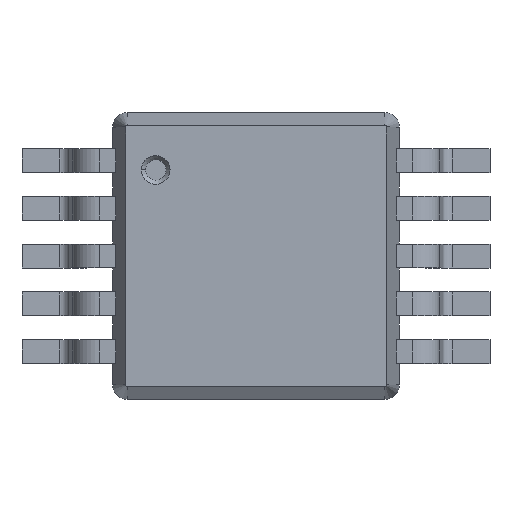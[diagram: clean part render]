
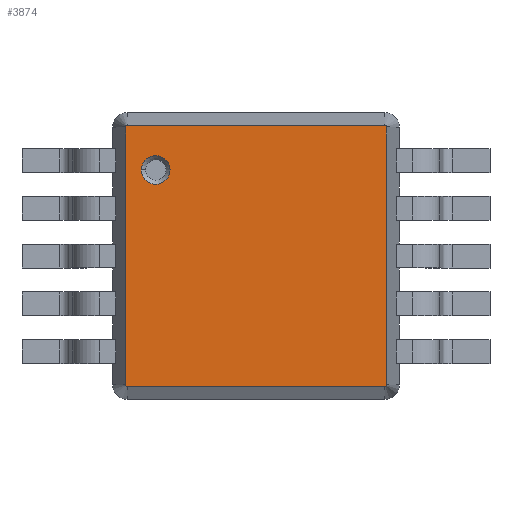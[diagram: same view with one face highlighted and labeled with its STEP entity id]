
A CAD part, top view. The second image highlights one B-rep face of the part: STEP entity #3874.
In plain terms, the highlighted planar face has unit normal (0, 0, 1).
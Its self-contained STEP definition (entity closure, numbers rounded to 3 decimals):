
#46=CARTESIAN_POINT('',(-1.05,0.9,1.15));
#47=DIRECTION('',(0.,0.,-1.));
#48=DIRECTION('',(1.,0.,0.));
#49=AXIS2_PLACEMENT_3D('',#46,#47,#48);
#78=CARTESIAN_POINT('',(-1.05,0.9,1.15));
#79=DIRECTION('',(0.,0.,-1.));
#80=DIRECTION('',(-1.,0.,0.));
#81=AXIS2_PLACEMENT_3D('',#78,#79,#80);
#93=CARTESIAN_POINT('',(-1.35,1.35,1.15));
#94=DIRECTION('',(0.,0.,-1.));
#95=DIRECTION('',(-1.,0.,0.));
#96=AXIS2_PLACEMENT_3D('',#93,#94,#95);
#101=DIRECTION('',(1.,0.,0.));
#102=VECTOR('',#101,2.7);
#103=CARTESIAN_POINT('',(-1.35,1.366,1.15));
#104=LINE('',#103,#102);
#108=CARTESIAN_POINT('',(1.35,1.35,1.15));
#109=DIRECTION('',(0.,0.,-1.));
#110=DIRECTION('',(0.,1.,0.));
#111=AXIS2_PLACEMENT_3D('',#108,#109,#110);
#116=DIRECTION('',(0.,-1.,0.));
#117=VECTOR('',#116,2.7);
#118=CARTESIAN_POINT('',(1.366,1.35,1.15));
#119=LINE('',#118,#117);
#123=CARTESIAN_POINT('',(1.35,-1.35,1.15));
#124=DIRECTION('',(0.,0.,-1.));
#125=DIRECTION('',(1.,0.,0.));
#126=AXIS2_PLACEMENT_3D('',#123,#124,#125);
#131=DIRECTION('',(-1.,0.,0.));
#132=VECTOR('',#131,2.7);
#133=CARTESIAN_POINT('',(1.35,-1.366,1.15));
#134=LINE('',#133,#132);
#138=CARTESIAN_POINT('',(-1.35,-1.35,1.15));
#139=DIRECTION('',(0.,0.,-1.));
#140=DIRECTION('',(0.,-1.,0.));
#141=AXIS2_PLACEMENT_3D('',#138,#139,#140);
#146=DIRECTION('',(0.,1.,0.));
#147=VECTOR('',#146,2.7);
#148=CARTESIAN_POINT('',(-1.366,-1.35,1.15));
#149=LINE('',#148,#147);
#3227=CARTESIAN_POINT('',(-1.366,1.35,1.15));
#3228=CARTESIAN_POINT('',(-1.35,1.366,1.15));
#3229=VERTEX_POINT('',#3227);
#3230=VERTEX_POINT('',#3228);
#3231=CARTESIAN_POINT('',(-1.2,0.9,1.15));
#3232=CARTESIAN_POINT('',(-0.9,0.9,1.15));
#3233=VERTEX_POINT('',#3231);
#3234=VERTEX_POINT('',#3232);
#3731=CARTESIAN_POINT('',(-1.366,-1.35,1.15));
#3732=VERTEX_POINT('',#3731);
#3733=CARTESIAN_POINT('',(-1.35,-1.366,1.15));
#3734=VERTEX_POINT('',#3733);
#3737=CARTESIAN_POINT('',(1.35,1.366,1.15));
#3738=VERTEX_POINT('',#3737);
#3741=CARTESIAN_POINT('',(1.366,1.35,1.15));
#3742=VERTEX_POINT('',#3741);
#3745=CARTESIAN_POINT('',(1.366,-1.35,1.15));
#3746=VERTEX_POINT('',#3745);
#3749=CARTESIAN_POINT('',(1.35,-1.366,1.15));
#3750=VERTEX_POINT('',#3749);
#3847=CARTESIAN_POINT('',(-1.35,1.35,1.15));
#3848=DIRECTION('',(0.,0.,-1.));
#3849=DIRECTION('',(-1.,0.,0.));
#3850=AXIS2_PLACEMENT_3D('',#3847,#3848,#3849);
#3851=PLANE('',#3850);
#3853=ORIENTED_EDGE('',*,*,#3852,.T.);
#3855=ORIENTED_EDGE('',*,*,#3854,.T.);
#3857=ORIENTED_EDGE('',*,*,#3856,.T.);
#3859=ORIENTED_EDGE('',*,*,#3858,.T.);
#3861=ORIENTED_EDGE('',*,*,#3860,.T.);
#3863=ORIENTED_EDGE('',*,*,#3862,.T.);
#3865=ORIENTED_EDGE('',*,*,#3864,.T.);
#3867=ORIENTED_EDGE('',*,*,#3866,.T.);
#3868=EDGE_LOOP('',(#3853,#3855,#3857,#3859,#3861,#3863,#3865,#3867));
#3869=FACE_OUTER_BOUND('',#3868,.F.);
#3870=ORIENTED_EDGE('',*,*,#3828,.F.);
#3871=ORIENTED_EDGE('',*,*,#3780,.F.);
#3872=EDGE_LOOP('',(#3870,#3871));
#3873=FACE_BOUND('',#3872,.F.);
#3874=ADVANCED_FACE('',(#3869,#3873),#3851,.F.);
#50=CIRCLE('',#49,0.15);
#82=CIRCLE('',#81,0.15);
#97=CIRCLE('',#96,0.016);
#112=CIRCLE('',#111,0.016);
#127=CIRCLE('',#126,0.016);
#142=CIRCLE('',#141,0.016);
#3780=EDGE_CURVE('',#3234,#3233,#50,.T.);
#3828=EDGE_CURVE('',#3233,#3234,#82,.T.);
#3852=EDGE_CURVE('',#3229,#3230,#97,.T.);
#3854=EDGE_CURVE('',#3230,#3738,#104,.T.);
#3856=EDGE_CURVE('',#3738,#3742,#112,.T.);
#3858=EDGE_CURVE('',#3742,#3746,#119,.T.);
#3860=EDGE_CURVE('',#3746,#3750,#127,.T.);
#3862=EDGE_CURVE('',#3750,#3734,#134,.T.);
#3864=EDGE_CURVE('',#3734,#3732,#142,.T.);
#3866=EDGE_CURVE('',#3732,#3229,#149,.T.);
